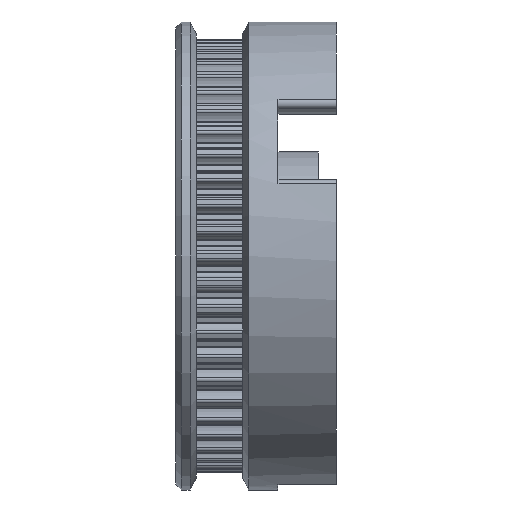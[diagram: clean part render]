
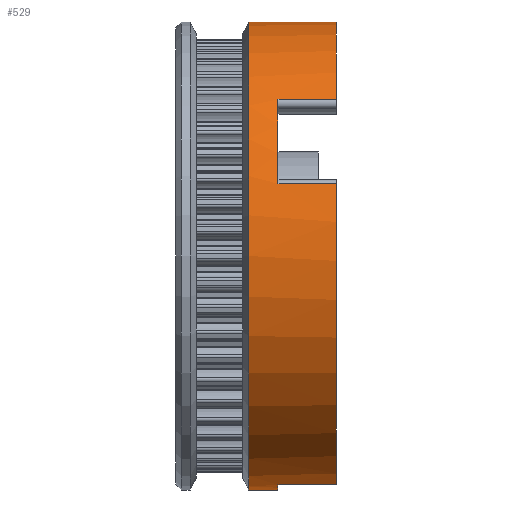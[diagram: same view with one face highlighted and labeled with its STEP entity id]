
A CAD part, left-side view. The second image highlights one B-rep face of the part: STEP entity #529.
In plain terms, the highlighted cylindrical face has radius 25.4 mm (diameter 50.8 mm), a partial arc.
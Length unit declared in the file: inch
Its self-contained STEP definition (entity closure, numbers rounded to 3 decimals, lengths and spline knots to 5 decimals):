
#25 = CARTESIAN_POINT ( 'NONE',  ( 0., -3.20343, 1. ) ) ;
#55 = LINE ( 'NONE', #13241, #5052 ) ;
#529 = ADVANCED_FACE ( 'NONE', ( #8927 ), #14752, .T. ) ;
#560 = DIRECTION ( 'NONE',  ( 0., -1., 0. ) ) ;
#875 = CARTESIAN_POINT ( 'NONE',  ( 0., -0.25, -1. ) ) ;
#1068 = DIRECTION ( 'NONE',  ( 0., 0., -1. ) ) ;
#1283 = LINE ( 'NONE', #4337, #10001 ) ;
#1503 = EDGE_LOOP ( 'NONE', ( #10999, #12029, #2553, #5009, #16618, #16515, #11754, #2802, #5219, #10895 ) ) ;
#1738 = LINE ( 'NONE', #3450, #6854 ) ;
#1854 = LINE ( 'NONE', #6250, #6831 ) ;
#2148 = CARTESIAN_POINT ( 'NONE',  ( 0., -0.125, -1. ) ) ;
#2481 = EDGE_CURVE ( 'NONE', #17501, #17004, #18222, .T. ) ;
#2553 = ORIENTED_EDGE ( 'NONE', *, *, #13331, .T. ) ;
#2802 = ORIENTED_EDGE ( 'NONE', *, *, #9713, .F. ) ;
#3275 = EDGE_CURVE ( 'NONE', #5088, #4442, #1283, .T. ) ;
#3450 = CARTESIAN_POINT ( 'NONE',  ( -0.20822, -3.20343, -0.97808 ) ) ;
#3928 = EDGE_CURVE ( 'NONE', #17004, #6677, #55, .T. ) ;
#4049 = DIRECTION ( 'NONE',  ( 0., -1., 0. ) ) ;
#4337 = CARTESIAN_POINT ( 'NONE',  ( -0.74293, -3.20343, 0.66937 ) ) ;
#4442 = VERTEX_POINT ( 'NONE', #17908 ) ;
#4577 = DIRECTION ( 'NONE',  ( -0.866, 0., -0.5 ) ) ;
#4736 = AXIS2_PLACEMENT_3D ( 'NONE', #15080, #6296, #4577 ) ;
#5009 = ORIENTED_EDGE ( 'NONE', *, *, #13692, .F. ) ;
#5028 = CIRCLE ( 'NONE', #4736, 1. ) ;
#5052 = VECTOR ( 'NONE', #17644, 39.37008 ) ;
#5088 = VERTEX_POINT ( 'NONE', #18896 ) ;
#5093 = DIRECTION ( 'NONE',  ( 0., 1., 0. ) ) ;
#5219 = ORIENTED_EDGE ( 'NONE', *, *, #14396, .T. ) ;
#5854 = DIRECTION ( 'NONE',  ( 0., 1., 0. ) ) ;
#5998 = AXIS2_PLACEMENT_3D ( 'NONE', #11076, #8124, #9649 ) ;
#6019 = AXIS2_PLACEMENT_3D ( 'NONE', #16333, #560, #10607 ) ;
#6125 = DIRECTION ( 'NONE',  ( 0., 0., -1. ) ) ;
#6250 = CARTESIAN_POINT ( 'NONE',  ( -0.95115, -3.20343, 0.30872 ) ) ;
#6296 = DIRECTION ( 'NONE',  ( 0., -1., 0. ) ) ;
#6298 = VECTOR ( 'NONE', #5854, 39.37008 ) ;
#6300 = CIRCLE ( 'NONE', #5998, 1. ) ;
#6677 = VERTEX_POINT ( 'NONE', #2148 ) ;
#6831 = VECTOR ( 'NONE', #5093, 39.37008 ) ;
#6854 = VECTOR ( 'NONE', #11974, 39.37008 ) ;
#6938 = CIRCLE ( 'NONE', #17022, 1. ) ;
#7161 = CARTESIAN_POINT ( 'NONE',  ( -0.20822, -0.25, -0.97808 ) ) ;
#7561 = VERTEX_POINT ( 'NONE', #17050 ) ;
#7936 = DIRECTION ( 'NONE',  ( 0., -1., 0. ) ) ;
#8000 = CARTESIAN_POINT ( 'NONE',  ( -0.95115, -0.5, 0.30872 ) ) ;
#8124 = DIRECTION ( 'NONE',  ( 0., -1., 0. ) ) ;
#8313 = EDGE_CURVE ( 'NONE', #5088, #18615, #6938, .T. ) ;
#8927 = FACE_OUTER_BOUND ( 'NONE', #1503, .T. ) ;
#9370 = CARTESIAN_POINT ( 'NONE',  ( 0., -0.25, 0. ) ) ;
#9559 = CARTESIAN_POINT ( 'NONE',  ( 0., -0.125, 1. ) ) ;
#9649 = DIRECTION ( 'NONE',  ( 0., 0., 1. ) ) ;
#9713 = EDGE_CURVE ( 'NONE', #9998, #4442, #6300, .T. ) ;
#9998 = VERTEX_POINT ( 'NONE', #11249 ) ;
#10001 = VECTOR ( 'NONE', #4049, 39.37008 ) ;
#10517 = AXIS2_PLACEMENT_3D ( 'NONE', #15691, #18576, #1068 ) ;
#10607 = DIRECTION ( 'NONE',  ( 0., 0., -1. ) ) ;
#10895 = ORIENTED_EDGE ( 'NONE', *, *, #12965, .T. ) ;
#10999 = ORIENTED_EDGE ( 'NONE', *, *, #3928, .F. ) ;
#11076 = CARTESIAN_POINT ( 'NONE',  ( 0., -0.5, 0. ) ) ;
#11249 = CARTESIAN_POINT ( 'NONE',  ( 0., -0.5, 1. ) ) ;
#11414 = CIRCLE ( 'NONE', #10517, 1. ) ;
#11754 = ORIENTED_EDGE ( 'NONE', *, *, #3275, .T. ) ;
#11974 = DIRECTION ( 'NONE',  ( 0., -1., 0. ) ) ;
#12029 = ORIENTED_EDGE ( 'NONE', *, *, #2481, .F. ) ;
#12884 = EDGE_CURVE ( 'NONE', #15527, #18615, #1854, .T. ) ;
#12926 = AXIS2_PLACEMENT_3D ( 'NONE', #13608, #17824, #13515 ) ;
#12965 = EDGE_CURVE ( 'NONE', #18700, #6677, #11414, .T. ) ;
#13120 = LINE ( 'NONE', #25, #6298 ) ;
#13241 = CARTESIAN_POINT ( 'NONE',  ( 0., -3.20343, -1. ) ) ;
#13331 = EDGE_CURVE ( 'NONE', #17501, #7561, #1738, .T. ) ;
#13515 = DIRECTION ( 'NONE',  ( 0., 0., 1. ) ) ;
#13608 = CARTESIAN_POINT ( 'NONE',  ( 0., -3.20343, 0. ) ) ;
#13692 = EDGE_CURVE ( 'NONE', #15527, #7561, #5028, .T. ) ;
#14396 = EDGE_CURVE ( 'NONE', #9998, #18700, #13120, .T. ) ;
#14752 = CYLINDRICAL_SURFACE ( 'NONE', #12926, 1. ) ;
#15080 = CARTESIAN_POINT ( 'NONE',  ( 0., -0.5, 0. ) ) ;
#15527 = VERTEX_POINT ( 'NONE', #8000 ) ;
#15691 = CARTESIAN_POINT ( 'NONE',  ( 0., -0.125, 0. ) ) ;
#16333 = CARTESIAN_POINT ( 'NONE',  ( 0., -0.25, 0. ) ) ;
#16515 = ORIENTED_EDGE ( 'NONE', *, *, #8313, .F. ) ;
#16618 = ORIENTED_EDGE ( 'NONE', *, *, #12884, .T. ) ;
#17004 = VERTEX_POINT ( 'NONE', #875 ) ;
#17022 = AXIS2_PLACEMENT_3D ( 'NONE', #9370, #7936, #6125 ) ;
#17050 = CARTESIAN_POINT ( 'NONE',  ( -0.20822, -0.5, -0.97808 ) ) ;
#17501 = VERTEX_POINT ( 'NONE', #7161 ) ;
#17644 = DIRECTION ( 'NONE',  ( 0., 1., 0. ) ) ;
#17824 = DIRECTION ( 'NONE',  ( 0., 1., 0. ) ) ;
#17908 = CARTESIAN_POINT ( 'NONE',  ( -0.74293, -0.5, 0.66937 ) ) ;
#18222 = CIRCLE ( 'NONE', #6019, 1. ) ;
#18576 = DIRECTION ( 'NONE',  ( 0., -1., 0. ) ) ;
#18615 = VERTEX_POINT ( 'NONE', #18652 ) ;
#18652 = CARTESIAN_POINT ( 'NONE',  ( -0.95115, -0.25, 0.30872 ) ) ;
#18700 = VERTEX_POINT ( 'NONE', #9559 ) ;
#18896 = CARTESIAN_POINT ( 'NONE',  ( -0.74293, -0.25, 0.66937 ) ) ;
